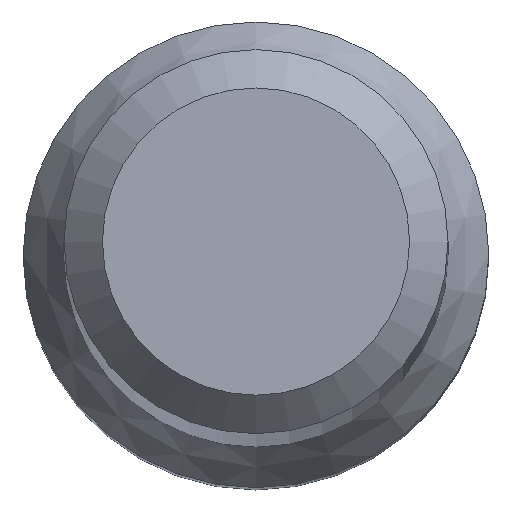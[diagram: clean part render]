
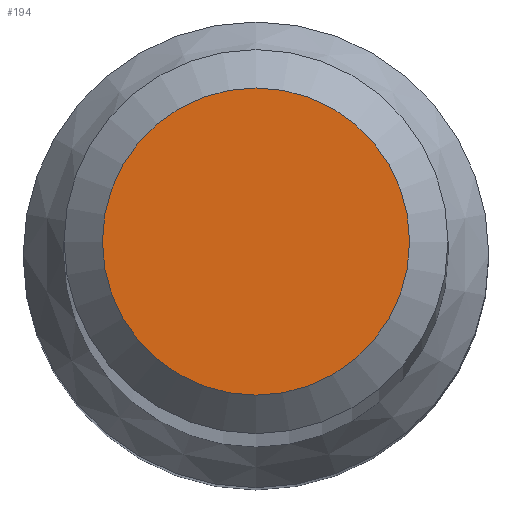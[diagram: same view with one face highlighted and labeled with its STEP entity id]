
A CAD part, top view. The second image highlights one B-rep face of the part: STEP entity #194.
In plain terms, the highlighted planar face has unit normal (0, 0, 1).
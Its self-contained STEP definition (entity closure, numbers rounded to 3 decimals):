
#3 = EDGE_CURVE ( 'NONE', #73, #73, #41, .T. ) ;
#17 = EDGE_LOOP ( 'NONE', ( #39 ) ) ;
#33 = CARTESIAN_POINT ( 'NONE',  ( 0., 1.2, 70. ) ) ;
#39 = ORIENTED_EDGE ( 'NONE', *, *, #3, .F. ) ;
#41 = CIRCLE ( 'NONE', #109, 1.2 ) ;
#43 = AXIS2_PLACEMENT_3D ( 'NONE', #101, #199, #69 ) ;
#47 = CARTESIAN_POINT ( 'NONE',  ( 0., 0., 70. ) ) ;
#68 = DIRECTION ( 'NONE',  ( 0., 1., 0. ) ) ;
#69 = DIRECTION ( 'NONE',  ( 0., -1., 0. ) ) ;
#73 = VERTEX_POINT ( 'NONE', #33 ) ;
#100 = PLANE ( 'NONE',  #43 ) ;
#101 = CARTESIAN_POINT ( 'NONE',  ( 0., 0., 70. ) ) ;
#109 = AXIS2_PLACEMENT_3D ( 'NONE', #47, #127, #68 ) ;
#127 = DIRECTION ( 'NONE',  ( 0., 0., -1. ) ) ;
#194 = ADVANCED_FACE ( 'NONE', ( #238 ), #100, .T. ) ;
#199 = DIRECTION ( 'NONE',  ( 0., 0., 1. ) ) ;
#238 = FACE_OUTER_BOUND ( 'NONE', #17, .T. ) ;
